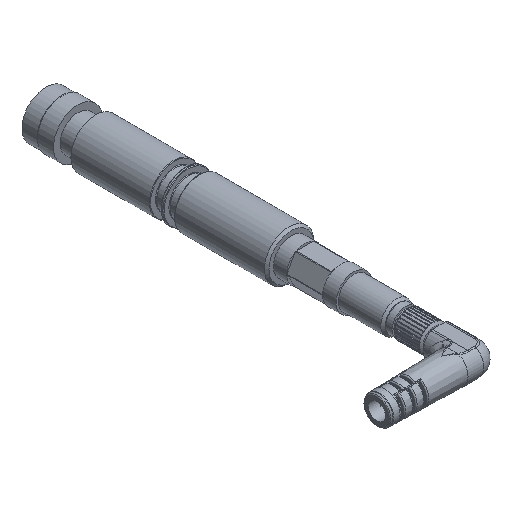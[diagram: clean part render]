
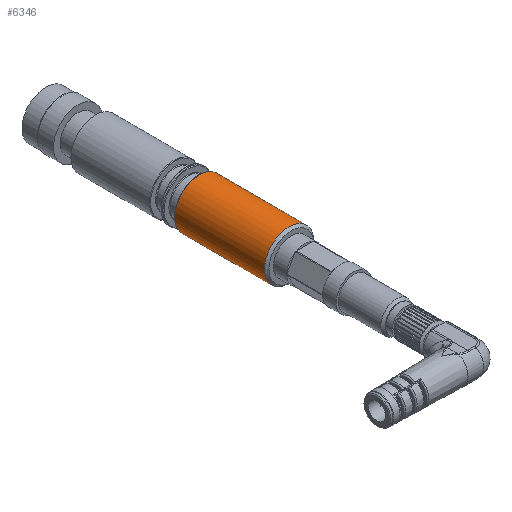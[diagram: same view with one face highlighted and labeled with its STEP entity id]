
A CAD part, isometric view. The second image highlights one B-rep face of the part: STEP entity #6346.
In plain terms, the highlighted cylindrical face has radius 5.5 mm (diameter 11 mm), a full revolution.
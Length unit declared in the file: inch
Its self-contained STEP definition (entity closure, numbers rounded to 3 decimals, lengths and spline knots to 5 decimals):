
#1410=FACE_BOUND('',#1969,.T.);
#1550=FACE_OUTER_BOUND('',#1968,.T.);
#1968=EDGE_LOOP('',(#4445));
#1969=EDGE_LOOP('',(#4446));
#2476=CIRCLE('',#6777,0.21654);
#2478=CIRCLE('',#6780,0.21654);
#2822=VERTEX_POINT('',#9263);
#2824=VERTEX_POINT('',#9268);
#3473=EDGE_CURVE('',#2822,#2822,#2476,.T.);
#3475=EDGE_CURVE('',#2824,#2824,#2478,.T.);
#4445=ORIENTED_EDGE('',*,*,#3475,.F.);
#4446=ORIENTED_EDGE('',*,*,#3473,.F.);
#6210=CYLINDRICAL_SURFACE('',#6779,0.21654);
#6346=ADVANCED_FACE('',(#1550,#1410),#6210,.T.);
#6777=AXIS2_PLACEMENT_3D('',#9264,#7562,#7563);
#6779=AXIS2_PLACEMENT_3D('',#9267,#7566,#7567);
#6780=AXIS2_PLACEMENT_3D('',#9269,#7568,#7569);
#7562=DIRECTION('center_axis',(0.,-1.,0.));
#7563=DIRECTION('ref_axis',(-1.,0.,0.));
#7566=DIRECTION('center_axis',(0.,-1.,0.));
#7567=DIRECTION('ref_axis',(1.,0.,0.));
#7568=DIRECTION('center_axis',(0.,1.,0.));
#7569=DIRECTION('ref_axis',(-1.,0.,0.));
#9263=CARTESIAN_POINT('',(0.21654,0.96457,0.));
#9264=CARTESIAN_POINT('Origin',(0.,0.96457,0.));
#9267=CARTESIAN_POINT('Origin',(0.,1.35236,0.));
#9268=CARTESIAN_POINT('',(0.21654,1.75472,0.));
#9269=CARTESIAN_POINT('Origin',(0.,1.75472,0.));
